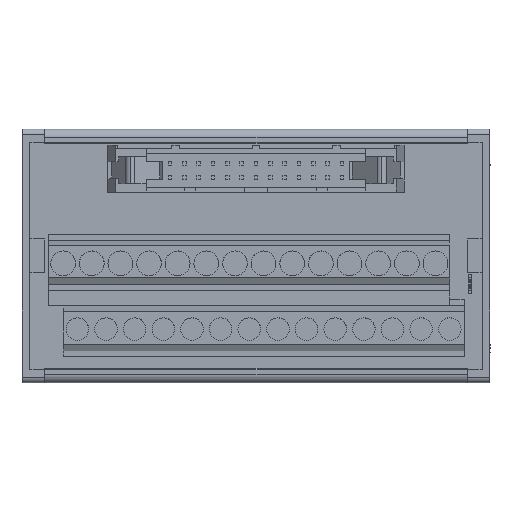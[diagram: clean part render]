
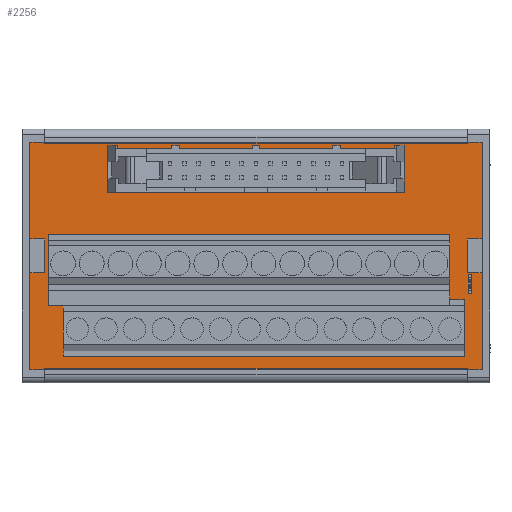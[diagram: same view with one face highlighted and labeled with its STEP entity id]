
A CAD part, top view. The second image highlights one B-rep face of the part: STEP entity #2256.
In plain terms, the highlighted planar face has unit normal (0, 0, 1).
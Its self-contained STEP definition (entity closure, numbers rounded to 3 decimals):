
#2020=AXIS2_PLACEMENT_3D('Plane Axis2P3D',#2017,#2018,#2019) ;
#2017=CARTESIAN_POINT('Axis2P3D Location',(0.095,1.5,21.4)) ;
#2022=CARTESIAN_POINT('Line Origine',(1.4,22.5,21.4)) ;
#2026=CARTESIAN_POINT('Vertex',(1.4,1.5,21.4)) ;
#2028=CARTESIAN_POINT('Vertex',(1.4,43.5,21.4)) ;
#2031=CARTESIAN_POINT('Line Origine',(41.5,1.5,21.4)) ;
#2035=CARTESIAN_POINT('Vertex',(81.6,1.5,21.4)) ;
#2038=CARTESIAN_POINT('Line Origine',(81.6,22.5,21.4)) ;
#2042=CARTESIAN_POINT('Vertex',(81.6,43.5,21.4)) ;
#2045=CARTESIAN_POINT('Line Origine',(41.5,43.5,21.4)) ;
#2056=CARTESIAN_POINT('Line Origine',(16.97,41.8,21.4)) ;
#2060=CARTESIAN_POINT('Vertex',(16.97,41.5,21.4)) ;
#2062=CARTESIAN_POINT('Vertex',(16.97,42.1,21.4)) ;
#2065=CARTESIAN_POINT('Line Origine',(18.305,41.5,21.4)) ;
#2069=CARTESIAN_POINT('Vertex',(19.64,41.5,21.4)) ;
#2072=CARTESIAN_POINT('Line Origine',(19.64,37.65,21.4)) ;
#2076=CARTESIAN_POINT('Vertex',(19.64,33.8,21.4)) ;
#2079=CARTESIAN_POINT('Line Origine',(17.44,33.8,21.4)) ;
#2083=CARTESIAN_POINT('Vertex',(15.24,33.8,21.4)) ;
#2086=CARTESIAN_POINT('Line Origine',(15.24,37.95,21.4)) ;
#2090=CARTESIAN_POINT('Vertex',(15.24,42.1,21.4)) ;
#2093=CARTESIAN_POINT('Line Origine',(16.105,42.1,21.4)) ;
#2106=CARTESIAN_POINT('Line Origine',(79.405,19.2,21.4)) ;
#2110=CARTESIAN_POINT('Vertex',(79.705,19.2,21.4)) ;
#2112=CARTESIAN_POINT('Vertex',(79.105,19.2,21.4)) ;
#2115=CARTESIAN_POINT('Line Origine',(79.705,17.5,21.4)) ;
#2119=CARTESIAN_POINT('Vertex',(79.705,15.8,21.4)) ;
#2122=CARTESIAN_POINT('Line Origine',(79.405,15.8,21.4)) ;
#2126=CARTESIAN_POINT('Vertex',(79.105,15.8,21.4)) ;
#2129=CARTESIAN_POINT('Line Origine',(79.105,17.5,21.4)) ;
#2140=CARTESIAN_POINT('Line Origine',(42.845,4.7,21.4)) ;
#2144=CARTESIAN_POINT('Vertex',(78.405,4.7,21.4)) ;
#2146=CARTESIAN_POINT('Vertex',(7.285,4.7,21.4)) ;
#2149=CARTESIAN_POINT('Line Origine',(7.285,9.2,21.4)) ;
#2153=CARTESIAN_POINT('Vertex',(7.285,13.7,21.4)) ;
#2156=CARTESIAN_POINT('Line Origine',(6.015,13.7,21.4)) ;
#2160=CARTESIAN_POINT('Vertex',(4.745,13.7,21.4)) ;
#2163=CARTESIAN_POINT('Line Origine',(4.745,20.,21.4)) ;
#2167=CARTESIAN_POINT('Vertex',(4.745,26.3,21.4)) ;
#2170=CARTESIAN_POINT('Line Origine',(40.305,26.3,21.4)) ;
#2174=CARTESIAN_POINT('Vertex',(75.865,26.3,21.4)) ;
#2177=CARTESIAN_POINT('Line Origine',(75.865,20.5,21.4)) ;
#2181=CARTESIAN_POINT('Vertex',(75.865,14.7,21.4)) ;
#2184=CARTESIAN_POINT('Line Origine',(77.135,14.7,21.4)) ;
#2188=CARTESIAN_POINT('Vertex',(78.405,14.7,21.4)) ;
#2191=CARTESIAN_POINT('Line Origine',(78.405,9.7,21.4)) ;
#2206=CARTESIAN_POINT('Line Origine',(63.36,37.65,21.4)) ;
#2210=CARTESIAN_POINT('Vertex',(63.36,33.8,21.4)) ;
#2212=CARTESIAN_POINT('Vertex',(63.36,41.5,21.4)) ;
#2215=CARTESIAN_POINT('Line Origine',(64.695,41.5,21.4)) ;
#2219=CARTESIAN_POINT('Vertex',(66.03,41.5,21.4)) ;
#2222=CARTESIAN_POINT('Line Origine',(66.03,41.8,21.4)) ;
#2226=CARTESIAN_POINT('Vertex',(66.03,42.1,21.4)) ;
#2229=CARTESIAN_POINT('Line Origine',(66.895,42.1,21.4)) ;
#2233=CARTESIAN_POINT('Vertex',(67.76,42.1,21.4)) ;
#2236=CARTESIAN_POINT('Line Origine',(67.76,37.95,21.4)) ;
#2240=CARTESIAN_POINT('Vertex',(67.76,33.8,21.4)) ;
#2243=CARTESIAN_POINT('Line Origine',(65.56,33.8,21.4)) ;
#2018=DIRECTION('Axis2P3D Direction',(0.,0.,1.)) ;
#2019=DIRECTION('Axis2P3D XDirection',(0.,-1.,0.)) ;
#2023=DIRECTION('Vector Direction',(0.,1.,0.)) ;
#2032=DIRECTION('Vector Direction',(1.,0.,0.)) ;
#2039=DIRECTION('Vector Direction',(0.,1.,0.)) ;
#2046=DIRECTION('Vector Direction',(-1.,0.,0.)) ;
#2057=DIRECTION('Vector Direction',(0.,1.,0.)) ;
#2066=DIRECTION('Vector Direction',(-1.,0.,0.)) ;
#2073=DIRECTION('Vector Direction',(0.,-1.,0.)) ;
#2080=DIRECTION('Vector Direction',(-1.,0.,0.)) ;
#2087=DIRECTION('Vector Direction',(0.,-1.,0.)) ;
#2094=DIRECTION('Vector Direction',(1.,0.,0.)) ;
#2107=DIRECTION('Vector Direction',(-1.,0.,0.)) ;
#2116=DIRECTION('Vector Direction',(0.,1.,0.)) ;
#2123=DIRECTION('Vector Direction',(-1.,0.,0.)) ;
#2130=DIRECTION('Vector Direction',(0.,-1.,0.)) ;
#2141=DIRECTION('Vector Direction',(-1.,0.,0.)) ;
#2150=DIRECTION('Vector Direction',(0.,1.,0.)) ;
#2157=DIRECTION('Vector Direction',(-1.,0.,0.)) ;
#2164=DIRECTION('Vector Direction',(0.,1.,0.)) ;
#2171=DIRECTION('Vector Direction',(1.,0.,0.)) ;
#2178=DIRECTION('Vector Direction',(0.,-1.,0.)) ;
#2185=DIRECTION('Vector Direction',(1.,0.,0.)) ;
#2192=DIRECTION('Vector Direction',(0.,-1.,0.)) ;
#2207=DIRECTION('Vector Direction',(0.,1.,0.)) ;
#2216=DIRECTION('Vector Direction',(1.,0.,0.)) ;
#2223=DIRECTION('Vector Direction',(0.,-1.,0.)) ;
#2230=DIRECTION('Vector Direction',(-1.,0.,0.)) ;
#2237=DIRECTION('Vector Direction',(0.,-1.,0.)) ;
#2244=DIRECTION('Vector Direction',(-1.,0.,0.)) ;
#2024=VECTOR('Line Direction',#2023,1.) ;
#2033=VECTOR('Line Direction',#2032,1.) ;
#2040=VECTOR('Line Direction',#2039,1.) ;
#2047=VECTOR('Line Direction',#2046,1.) ;
#2058=VECTOR('Line Direction',#2057,1.) ;
#2067=VECTOR('Line Direction',#2066,1.) ;
#2074=VECTOR('Line Direction',#2073,1.) ;
#2081=VECTOR('Line Direction',#2080,1.) ;
#2088=VECTOR('Line Direction',#2087,1.) ;
#2095=VECTOR('Line Direction',#2094,1.) ;
#2108=VECTOR('Line Direction',#2107,1.) ;
#2117=VECTOR('Line Direction',#2116,1.) ;
#2124=VECTOR('Line Direction',#2123,1.) ;
#2131=VECTOR('Line Direction',#2130,1.) ;
#2142=VECTOR('Line Direction',#2141,1.) ;
#2151=VECTOR('Line Direction',#2150,1.) ;
#2158=VECTOR('Line Direction',#2157,1.) ;
#2165=VECTOR('Line Direction',#2164,1.) ;
#2172=VECTOR('Line Direction',#2171,1.) ;
#2179=VECTOR('Line Direction',#2178,1.) ;
#2186=VECTOR('Line Direction',#2185,1.) ;
#2193=VECTOR('Line Direction',#2192,1.) ;
#2208=VECTOR('Line Direction',#2207,1.) ;
#2217=VECTOR('Line Direction',#2216,1.) ;
#2224=VECTOR('Line Direction',#2223,1.) ;
#2231=VECTOR('Line Direction',#2230,1.) ;
#2238=VECTOR('Line Direction',#2237,1.) ;
#2245=VECTOR('Line Direction',#2244,1.) ;
#2051=ORIENTED_EDGE('',*,*,#2030,.F.) ;
#2052=ORIENTED_EDGE('',*,*,#2037,.T.) ;
#2053=ORIENTED_EDGE('',*,*,#2044,.T.) ;
#2054=ORIENTED_EDGE('',*,*,#2049,.T.) ;
#2099=ORIENTED_EDGE('',*,*,#2064,.F.) ;
#2100=ORIENTED_EDGE('',*,*,#2071,.F.) ;
#2101=ORIENTED_EDGE('',*,*,#2078,.T.) ;
#2102=ORIENTED_EDGE('',*,*,#2085,.T.) ;
#2103=ORIENTED_EDGE('',*,*,#2092,.F.) ;
#2104=ORIENTED_EDGE('',*,*,#2097,.T.) ;
#2135=ORIENTED_EDGE('',*,*,#2114,.F.) ;
#2136=ORIENTED_EDGE('',*,*,#2121,.F.) ;
#2137=ORIENTED_EDGE('',*,*,#2128,.T.) ;
#2138=ORIENTED_EDGE('',*,*,#2133,.F.) ;
#2197=ORIENTED_EDGE('',*,*,#2148,.T.) ;
#2198=ORIENTED_EDGE('',*,*,#2155,.T.) ;
#2199=ORIENTED_EDGE('',*,*,#2162,.T.) ;
#2200=ORIENTED_EDGE('',*,*,#2169,.T.) ;
#2201=ORIENTED_EDGE('',*,*,#2176,.T.) ;
#2202=ORIENTED_EDGE('',*,*,#2183,.T.) ;
#2203=ORIENTED_EDGE('',*,*,#2190,.T.) ;
#2204=ORIENTED_EDGE('',*,*,#2195,.T.) ;
#2249=ORIENTED_EDGE('',*,*,#2214,.T.) ;
#2250=ORIENTED_EDGE('',*,*,#2221,.T.) ;
#2251=ORIENTED_EDGE('',*,*,#2228,.F.) ;
#2252=ORIENTED_EDGE('',*,*,#2235,.F.) ;
#2253=ORIENTED_EDGE('',*,*,#2242,.T.) ;
#2254=ORIENTED_EDGE('',*,*,#2247,.T.) ;
#2105=FACE_BOUND('',#2098,.T.) ;
#2139=FACE_BOUND('',#2134,.T.) ;
#2205=FACE_BOUND('',#2196,.T.) ;
#2255=FACE_BOUND('',#2248,.T.) ;
#2256=ADVANCED_FACE('NONE',(#2055,#2105,#2139,#2205,#2255),#2021,.T.) ;
#2030=EDGE_CURVE('',#2027,#2029,#2025,.T.) ;
#2037=EDGE_CURVE('',#2027,#2036,#2034,.T.) ;
#2044=EDGE_CURVE('',#2036,#2043,#2041,.T.) ;
#2049=EDGE_CURVE('',#2043,#2029,#2048,.T.) ;
#2064=EDGE_CURVE('',#2061,#2063,#2059,.T.) ;
#2071=EDGE_CURVE('',#2070,#2061,#2068,.T.) ;
#2078=EDGE_CURVE('',#2070,#2077,#2075,.T.) ;
#2085=EDGE_CURVE('',#2077,#2084,#2082,.T.) ;
#2092=EDGE_CURVE('',#2091,#2084,#2089,.T.) ;
#2097=EDGE_CURVE('',#2091,#2063,#2096,.T.) ;
#2114=EDGE_CURVE('',#2111,#2113,#2109,.T.) ;
#2121=EDGE_CURVE('',#2120,#2111,#2118,.T.) ;
#2128=EDGE_CURVE('',#2120,#2127,#2125,.T.) ;
#2133=EDGE_CURVE('',#2113,#2127,#2132,.T.) ;
#2148=EDGE_CURVE('',#2145,#2147,#2143,.T.) ;
#2155=EDGE_CURVE('',#2147,#2154,#2152,.T.) ;
#2162=EDGE_CURVE('',#2154,#2161,#2159,.T.) ;
#2169=EDGE_CURVE('',#2161,#2168,#2166,.T.) ;
#2176=EDGE_CURVE('',#2168,#2175,#2173,.T.) ;
#2183=EDGE_CURVE('',#2175,#2182,#2180,.T.) ;
#2190=EDGE_CURVE('',#2182,#2189,#2187,.T.) ;
#2195=EDGE_CURVE('',#2189,#2145,#2194,.T.) ;
#2214=EDGE_CURVE('',#2211,#2213,#2209,.T.) ;
#2221=EDGE_CURVE('',#2213,#2220,#2218,.T.) ;
#2228=EDGE_CURVE('',#2227,#2220,#2225,.T.) ;
#2235=EDGE_CURVE('',#2234,#2227,#2232,.T.) ;
#2242=EDGE_CURVE('',#2234,#2241,#2239,.T.) ;
#2247=EDGE_CURVE('',#2241,#2211,#2246,.T.) ;
#2050=EDGE_LOOP('',(#2051,#2052,#2053,#2054)) ;
#2098=EDGE_LOOP('',(#2099,#2100,#2101,#2102,#2103,#2104)) ;
#2134=EDGE_LOOP('',(#2135,#2136,#2137,#2138)) ;
#2196=EDGE_LOOP('',(#2197,#2198,#2199,#2200,#2201,#2202,#2203,#2204)) ;
#2248=EDGE_LOOP('',(#2249,#2250,#2251,#2252,#2253,#2254)) ;
#2055=FACE_OUTER_BOUND('',#2050,.T.) ;
#2025=LINE('Line',#2022,#2024) ;
#2034=LINE('Line',#2031,#2033) ;
#2041=LINE('Line',#2038,#2040) ;
#2048=LINE('Line',#2045,#2047) ;
#2059=LINE('Line',#2056,#2058) ;
#2068=LINE('Line',#2065,#2067) ;
#2075=LINE('Line',#2072,#2074) ;
#2082=LINE('Line',#2079,#2081) ;
#2089=LINE('Line',#2086,#2088) ;
#2096=LINE('Line',#2093,#2095) ;
#2109=LINE('Line',#2106,#2108) ;
#2118=LINE('Line',#2115,#2117) ;
#2125=LINE('Line',#2122,#2124) ;
#2132=LINE('Line',#2129,#2131) ;
#2143=LINE('Line',#2140,#2142) ;
#2152=LINE('Line',#2149,#2151) ;
#2159=LINE('Line',#2156,#2158) ;
#2166=LINE('Line',#2163,#2165) ;
#2173=LINE('Line',#2170,#2172) ;
#2180=LINE('Line',#2177,#2179) ;
#2187=LINE('Line',#2184,#2186) ;
#2194=LINE('Line',#2191,#2193) ;
#2209=LINE('Line',#2206,#2208) ;
#2218=LINE('Line',#2215,#2217) ;
#2225=LINE('Line',#2222,#2224) ;
#2232=LINE('Line',#2229,#2231) ;
#2239=LINE('Line',#2236,#2238) ;
#2246=LINE('Line',#2243,#2245) ;
#2021=PLANE('',#2020) ;
#2027=VERTEX_POINT('',#2026) ;
#2029=VERTEX_POINT('',#2028) ;
#2036=VERTEX_POINT('',#2035) ;
#2043=VERTEX_POINT('',#2042) ;
#2061=VERTEX_POINT('',#2060) ;
#2063=VERTEX_POINT('',#2062) ;
#2070=VERTEX_POINT('',#2069) ;
#2077=VERTEX_POINT('',#2076) ;
#2084=VERTEX_POINT('',#2083) ;
#2091=VERTEX_POINT('',#2090) ;
#2111=VERTEX_POINT('',#2110) ;
#2113=VERTEX_POINT('',#2112) ;
#2120=VERTEX_POINT('',#2119) ;
#2127=VERTEX_POINT('',#2126) ;
#2145=VERTEX_POINT('',#2144) ;
#2147=VERTEX_POINT('',#2146) ;
#2154=VERTEX_POINT('',#2153) ;
#2161=VERTEX_POINT('',#2160) ;
#2168=VERTEX_POINT('',#2167) ;
#2175=VERTEX_POINT('',#2174) ;
#2182=VERTEX_POINT('',#2181) ;
#2189=VERTEX_POINT('',#2188) ;
#2211=VERTEX_POINT('',#2210) ;
#2213=VERTEX_POINT('',#2212) ;
#2220=VERTEX_POINT('',#2219) ;
#2227=VERTEX_POINT('',#2226) ;
#2234=VERTEX_POINT('',#2233) ;
#2241=VERTEX_POINT('',#2240) ;
